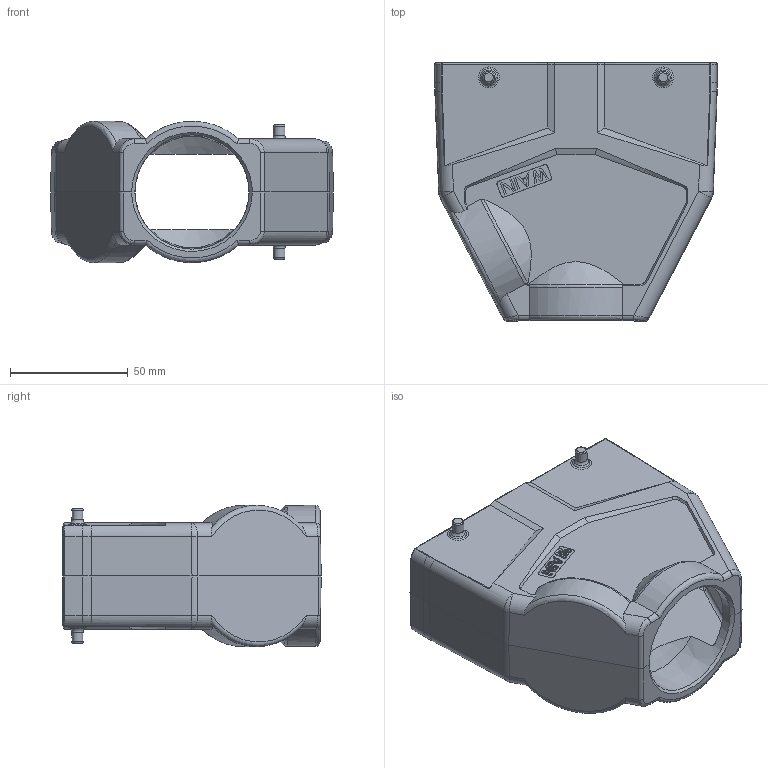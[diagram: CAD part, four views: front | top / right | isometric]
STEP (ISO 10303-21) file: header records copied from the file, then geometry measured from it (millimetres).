
FILE_DESCRIPTION(/* description */ (''),/* implementation_level */ '2;1');
FILE_NAME(/* name */ 'W24B-TEH-4B-M50_stp.stp',/* time_stamp */ '2024-01-20T12:47:31+08:00',/* author */ (''),/* organization */ (''),/* preprocessor_version */ 'ST-DEVELOPER v18.1',/* originating_system */ 'SIEMENS PLM Software NX 1980',/* authorisation */ '');
FILE_SCHEMA (('AP203_CONFIGURATION_CONTROLLED_3D_DESIGN_OF_MECHANICAL_PARTS_AND_ASSEMBLIES_MIM_LF { 1 0 10303 403 2 1 2}'));
Length unit declared in the file: millimetre
Products named in the file (1): W24B-TEH-4B-M50_stp
Bounding box: 120 x 109.7 x 60 mm (x, y, z)
Volume: 152304.5 mm3; surface area: 65168.9 mm2
Topology: 1 solids, 1 shells, 453 faces, 1133 edges, 699 vertices
Faces by surface type: plane 213, cylinder 102, bspline 68, cone 34, torus 28, sphere 8
Entity records: 18343 total; most frequent: CARTESIAN_POINT 4966, ORIENTED_EDGE 2150, DIRECTION 1968, EDGE_CURVE 1075, VERTEX_POINT 679, AXIS2_PLACEMENT_3D 672, LINE 624, VECTOR 624
